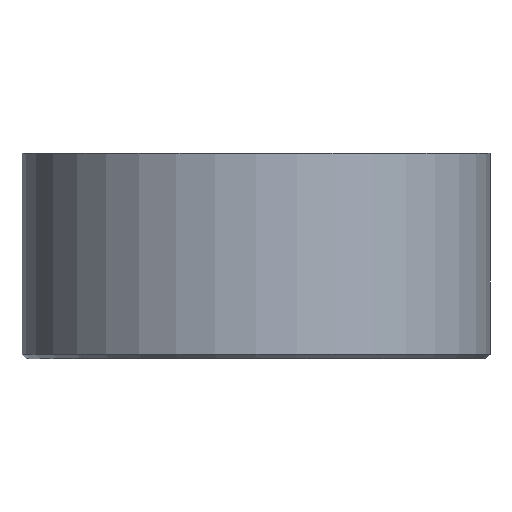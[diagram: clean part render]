
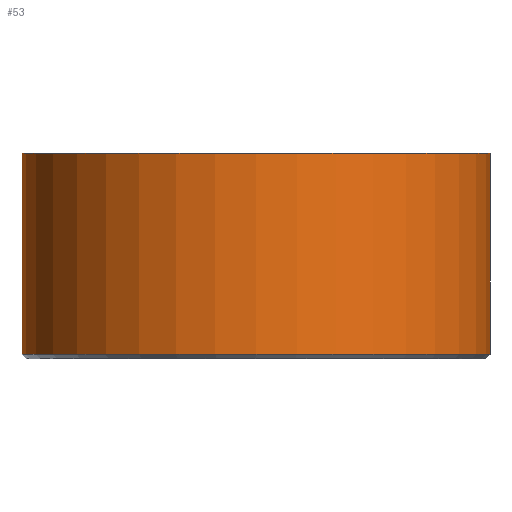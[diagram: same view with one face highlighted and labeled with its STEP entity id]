
A CAD part, front view. The second image highlights one B-rep face of the part: STEP entity #53.
In plain terms, the highlighted cylindrical face has radius 12.7 mm (diameter 25.4 mm), a partial arc.
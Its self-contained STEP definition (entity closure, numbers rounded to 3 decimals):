
#1 = ORIENTED_EDGE ( 'NONE', *, *, #106, .T. ) ;
#16 = ORIENTED_EDGE ( 'NONE', *, *, #267, .T. ) ;
#23 = EDGE_CURVE ( 'NONE', #100, #143, #182, .T. ) ;
#31 = AXIS2_PLACEMENT_3D ( 'NONE', #134, #275, #192 ) ;
#40 = CARTESIAN_POINT ( 'NONE',  ( -12.7, 0., -2.586 ) ) ;
#45 = DIRECTION ( 'NONE',  ( 0., 0., -1. ) ) ;
#46 = AXIS2_PLACEMENT_3D ( 'NONE', #79, #45, #74 ) ;
#53 = ADVANCED_FACE ( 'NONE', ( #173 ), #131, .T. ) ;
#66 = EDGE_CURVE ( 'NONE', #270, #143, #122, .T. ) ;
#67 = CARTESIAN_POINT ( 'NONE',  ( 0., 0., -5.336 ) ) ;
#73 = CARTESIAN_POINT ( 'NONE',  ( 12.7, 0., -5.336 ) ) ;
#74 = DIRECTION ( 'NONE',  ( -1., 0., 0. ) ) ;
#79 = CARTESIAN_POINT ( 'NONE',  ( 0., 0., 5.565 ) ) ;
#83 = VERTEX_POINT ( 'NONE', #73 ) ;
#97 = DIRECTION ( 'NONE',  ( 0., 0., 1. ) ) ;
#100 = VERTEX_POINT ( 'NONE', #114 ) ;
#106 = EDGE_CURVE ( 'NONE', #83, #270, #293, .T. ) ;
#114 = CARTESIAN_POINT ( 'NONE',  ( -12.7, 0., -5.336 ) ) ;
#122 = CIRCLE ( 'NONE', #46, 12.7 ) ;
#123 = CIRCLE ( 'NONE', #298, 12.7 ) ;
#124 = DIRECTION ( 'NONE',  ( 1., 0., 0. ) ) ;
#127 = CARTESIAN_POINT ( 'NONE',  ( 12.7, 0., 5.565 ) ) ;
#131 = CYLINDRICAL_SURFACE ( 'NONE', #31, 12.7 ) ;
#134 = CARTESIAN_POINT ( 'NONE',  ( 0., 0., -2.586 ) ) ;
#143 = VERTEX_POINT ( 'NONE', #305 ) ;
#153 = ORIENTED_EDGE ( 'NONE', *, *, #66, .T. ) ;
#162 = DIRECTION ( 'NONE',  ( 0., 0., 1. ) ) ;
#171 = DIRECTION ( 'NONE',  ( 0., 0., 1. ) ) ;
#173 = FACE_OUTER_BOUND ( 'NONE', #207, .T. ) ;
#177 = VECTOR ( 'NONE', #171, 1000. ) ;
#182 = LINE ( 'NONE', #40, #177 ) ;
#192 = DIRECTION ( 'NONE',  ( 1., 0., 0. ) ) ;
#207 = EDGE_LOOP ( 'NONE', ( #295, #16, #1, #153 ) ) ;
#255 = VECTOR ( 'NONE', #97, 1000. ) ;
#267 = EDGE_CURVE ( 'NONE', #100, #83, #123, .T. ) ;
#270 = VERTEX_POINT ( 'NONE', #127 ) ;
#275 = DIRECTION ( 'NONE',  ( 0., 0., 1. ) ) ;
#293 = LINE ( 'NONE', #302, #255 ) ;
#295 = ORIENTED_EDGE ( 'NONE', *, *, #23, .F. ) ;
#298 = AXIS2_PLACEMENT_3D ( 'NONE', #67, #162, #124 ) ;
#302 = CARTESIAN_POINT ( 'NONE',  ( 12.7, 0., -2.586 ) ) ;
#305 = CARTESIAN_POINT ( 'NONE',  ( -12.7, 0., 5.565 ) ) ;
